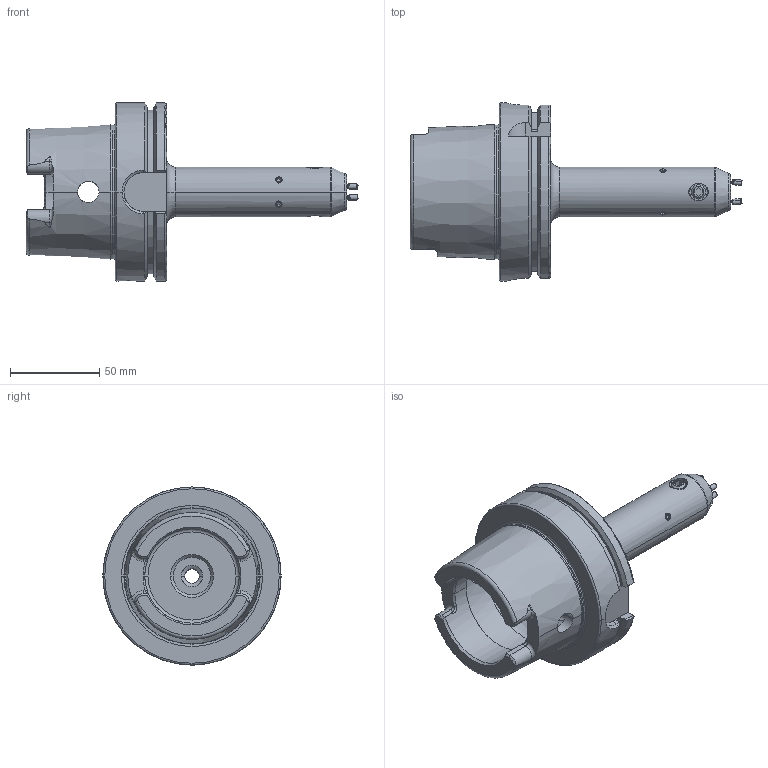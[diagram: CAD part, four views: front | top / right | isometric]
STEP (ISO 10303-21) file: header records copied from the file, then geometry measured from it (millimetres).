
FILE_DESCRIPTION (( 'STEP AP203' ), '1' );
FILE_NAME ('FWA100H-EKH08130.STEP', '2024-01-06T05:30:49', ( '' ), ( '' ), 'SwSTEP 2.0', 'SolidWorks 2023', '' );
FILE_SCHEMA (( 'CONFIG_CONTROL_DESIGN' ));
Length unit declared in the file: millimetre
Products named in the file (6): FWA100H-EKH08130; HSKA100EK08130WW; GS-M3X5; GS-M8X10-DIN1835-B; GS-M4X4_DIN 913 - M4 x 4-N
Assembly tree (11 placements, depth 3):
  FWA100H-EKH08130
    HSKA100EK08130WW
      HSKA100EK08130WW
      GS-M8X10-DIN1835-B
      GS-M3X5  x4
      GS-M4X4_DIN 913 - M4 x 4-N  x4
Bounding box: 186.44 x 100 x 100 mm (x, y, z)
Volume: 304784.3 mm3; surface area: 64099.9 mm2
Topology: 10 solids, 10 shells, 501 faces, 1247 edges, 767 vertices
Faces by surface type: cone 183, plane 153, cylinder 120, torus 33, bspline 10, sphere 2
Entity records: 11652 total; most frequent: CARTESIAN_POINT 3942, ORIENTED_EDGE 1466, DIRECTION 1448, EDGE_CURVE 733, AXIS2_PLACEMENT_3D 578, VERTEX_POINT 452, EDGE_LOOP 323, FACE_OUTER_BOUND 294
